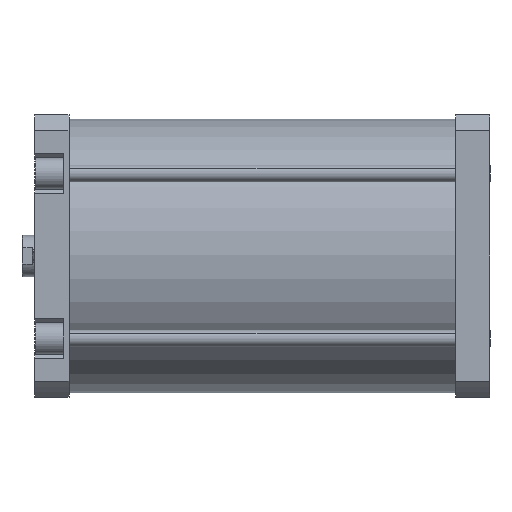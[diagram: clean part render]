
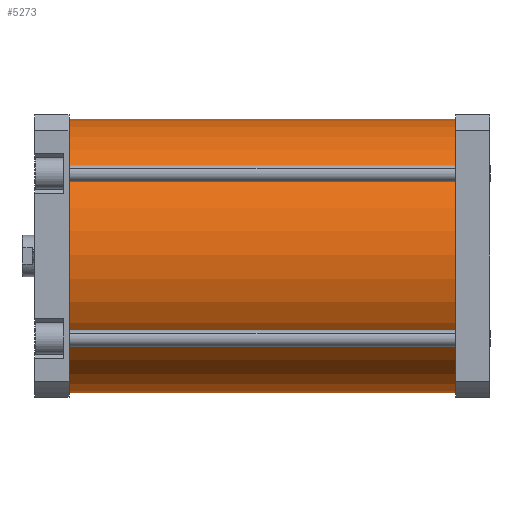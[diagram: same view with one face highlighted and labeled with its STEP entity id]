
A CAD part, front view. The second image highlights one B-rep face of the part: STEP entity #5273.
In plain terms, the highlighted cylindrical face has radius 131 mm (diameter 262 mm), a partial arc.
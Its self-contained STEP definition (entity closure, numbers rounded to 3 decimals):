
#124 = ORIENTED_EDGE ( 'NONE', *, *, #3395, .T. ) ;
#125 = ORIENTED_EDGE ( 'NONE', *, *, #3330, .T. ) ;
#126 = ORIENTED_EDGE ( 'NONE', *, *, #3326, .F. ) ;
#130 = ORIENTED_EDGE ( 'NONE', *, *, #3325, .F. ) ;
#415 = VECTOR ( 'NONE', #4847, 1000. ) ;
#418 = LINE ( 'NONE', #4846, #415 ) ;
#423 = VECTOR ( 'NONE', #4860, 1000. ) ;
#427 = CIRCLE ( 'NONE', #3792, 131. ) ;
#430 = LINE ( 'NONE', #4853, #423 ) ;
#529 = CIRCLE ( 'NONE', #3824, 131. ) ;
#1012 = FACE_OUTER_BOUND ( 'NONE', #6040, .T. ) ;
#1013 = CYLINDRICAL_SURFACE ( 'NONE', #3941, 131. ) ;
#1830 = CARTESIAN_POINT ( 'NONE',  ( 131., 0., 0. ) ) ;
#1845 = CARTESIAN_POINT ( 'NONE',  ( -131., 0., 0. ) ) ;
#1862 = CARTESIAN_POINT ( 'NONE',  ( -131., 0., 370. ) ) ;
#1867 = CARTESIAN_POINT ( 'NONE',  ( 131., 0., 370. ) ) ;
#1912 = DIRECTION ( 'NONE',  ( -1., 0., 0. ) ) ;
#1921 = DIRECTION ( 'NONE',  ( 0., 0., -1. ) ) ;
#1927 = CARTESIAN_POINT ( 'NONE',  ( 0., 0., 370. ) ) ;
#3325 = EDGE_CURVE ( 'NONE', #4325, #4308, #418, .T. ) ;
#3326 = EDGE_CURVE ( 'NONE', #4330, #4325, #427, .T. ) ;
#3330 = EDGE_CURVE ( 'NONE', #4330, #4293, #430, .T. ) ;
#3395 = EDGE_CURVE ( 'NONE', #4293, #4308, #529, .T. ) ;
#3792 = AXIS2_PLACEMENT_3D ( 'NONE', #4841, #4848, #4849 ) ;
#3824 = AXIS2_PLACEMENT_3D ( 'NONE', #5016, #5023, #5024 ) ;
#3941 = AXIS2_PLACEMENT_3D ( 'NONE', #1927, #1921, #1912 ) ;
#4293 = VERTEX_POINT ( 'NONE', #1830 ) ;
#4308 = VERTEX_POINT ( 'NONE', #1845 ) ;
#4325 = VERTEX_POINT ( 'NONE', #1862 ) ;
#4330 = VERTEX_POINT ( 'NONE', #1867 ) ;
#4841 = CARTESIAN_POINT ( 'NONE',  ( 0., 0., 370. ) ) ;
#4846 = CARTESIAN_POINT ( 'NONE',  ( -131., 0., 370. ) ) ;
#4847 = DIRECTION ( 'NONE',  ( 0., 0., -1. ) ) ;
#4848 = DIRECTION ( 'NONE',  ( 0., 0., 1. ) ) ;
#4849 = DIRECTION ( 'NONE',  ( 1., 0., 0. ) ) ;
#4853 = CARTESIAN_POINT ( 'NONE',  ( 131., 0., 370. ) ) ;
#4860 = DIRECTION ( 'NONE',  ( 0., 0., -1. ) ) ;
#5016 = CARTESIAN_POINT ( 'NONE',  ( 0., 0., 0. ) ) ;
#5023 = DIRECTION ( 'NONE',  ( 0., 0., 1. ) ) ;
#5024 = DIRECTION ( 'NONE',  ( 1., 0., 0. ) ) ;
#5273 = ADVANCED_FACE ( 'NONE', ( #1012 ), #1013, .T. ) ;
#6040 = EDGE_LOOP ( 'NONE', ( #126, #125, #124, #130 ) ) ;
